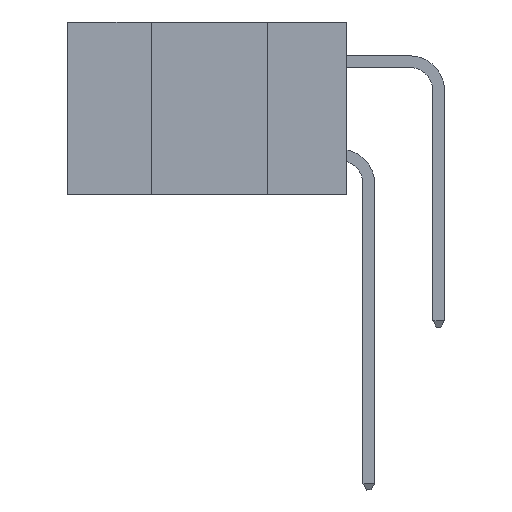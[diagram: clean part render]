
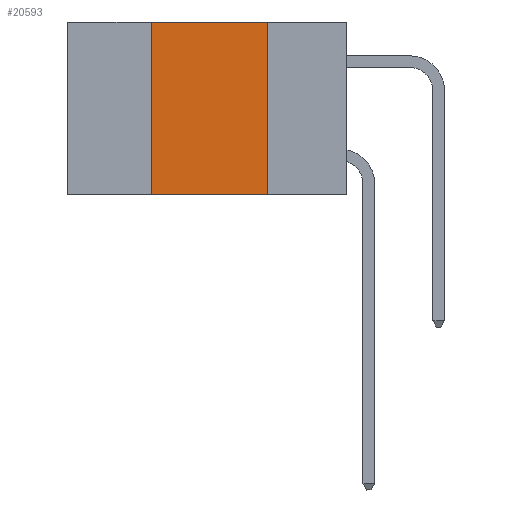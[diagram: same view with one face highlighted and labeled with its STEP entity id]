
A CAD part, left-side view. The second image highlights one B-rep face of the part: STEP entity #20593.
In plain terms, the highlighted planar face has unit normal (-1, 0, 0).
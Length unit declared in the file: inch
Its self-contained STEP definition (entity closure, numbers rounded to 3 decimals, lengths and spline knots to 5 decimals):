
#2296 = CARTESIAN_POINT ( 'NONE',  ( 0., 0.6, -0.37 ) ) ;
#2856 = PLANE ( 'NONE',  #11497 ) ;
#3151 = ORIENTED_EDGE ( 'NONE', *, *, #13446, .T. ) ;
#4384 = VERTEX_POINT ( 'NONE', #24906 ) ;
#7045 = VERTEX_POINT ( 'NONE', #7714 ) ;
#7714 = CARTESIAN_POINT ( 'NONE',  ( 0., 0.42, 0. ) ) ;
#8064 = CARTESIAN_POINT ( 'NONE',  ( 0., 0.17, -0.37 ) ) ;
#9070 = VERTEX_POINT ( 'NONE', #8064 ) ;
#9388 = LINE ( 'NONE', #11265, #22797 ) ;
#10012 = VECTOR ( 'NONE', #18275, 39.37008 ) ;
#11265 = CARTESIAN_POINT ( 'NONE',  ( 0., 0.6, 0. ) ) ;
#11376 = DIRECTION ( 'NONE',  ( 0., -1., 0. ) ) ;
#11497 = AXIS2_PLACEMENT_3D ( 'NONE', #32420, #24323, #21421 ) ;
#13060 = ORIENTED_EDGE ( 'NONE', *, *, #18580, .F. ) ;
#13446 = EDGE_CURVE ( 'NONE', #4384, #9070, #17136, .T. ) ;
#14869 = DIRECTION ( 'NONE',  ( 0., 0., 1. ) ) ;
#14926 = VECTOR ( 'NONE', #27413, 39.37008 ) ;
#17136 = LINE ( 'NONE', #2296, #10012 ) ;
#18275 = DIRECTION ( 'NONE',  ( 0., -1., 0. ) ) ;
#18580 = EDGE_CURVE ( 'NONE', #7045, #22731, #9388, .T. ) ;
#18711 = ORIENTED_EDGE ( 'NONE', *, *, #29916, .F. ) ;
#20593 = ADVANCED_FACE ( 'NONE', ( #29724 ), #2856, .F. ) ;
#21216 = LINE ( 'NONE', #24711, #14926 ) ;
#21421 = DIRECTION ( 'NONE',  ( 0., 0., -1. ) ) ;
#22731 = VERTEX_POINT ( 'NONE', #24096 ) ;
#22797 = VECTOR ( 'NONE', #11376, 39.37008 ) ;
#24096 = CARTESIAN_POINT ( 'NONE',  ( 0., 0.17, 0. ) ) ;
#24323 = DIRECTION ( 'NONE',  ( 1., 0., 0. ) ) ;
#24711 = CARTESIAN_POINT ( 'NONE',  ( 0., 0.17, 0. ) ) ;
#24906 = CARTESIAN_POINT ( 'NONE',  ( 0., 0.42, -0.37 ) ) ;
#24931 = ORIENTED_EDGE ( 'NONE', *, *, #30015, .F. ) ;
#25767 = CARTESIAN_POINT ( 'NONE',  ( 0., 0.42, 0. ) ) ;
#26272 = LINE ( 'NONE', #25767, #33778 ) ;
#27413 = DIRECTION ( 'NONE',  ( 0., 0., -1. ) ) ;
#29724 = FACE_OUTER_BOUND ( 'NONE', #33236, .T. ) ;
#29916 = EDGE_CURVE ( 'NONE', #22731, #9070, #21216, .T. ) ;
#30015 = EDGE_CURVE ( 'NONE', #4384, #7045, #26272, .T. ) ;
#32420 = CARTESIAN_POINT ( 'NONE',  ( 0., 0.6, 0. ) ) ;
#33236 = EDGE_LOOP ( 'NONE', ( #18711, #13060, #24931, #3151 ) ) ;
#33778 = VECTOR ( 'NONE', #14869, 39.37008 ) ;
